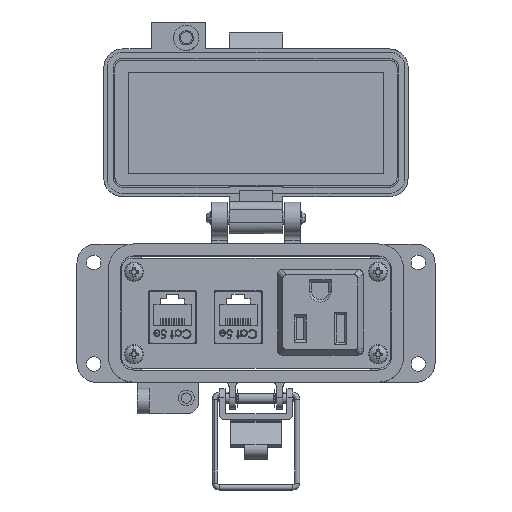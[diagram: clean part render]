
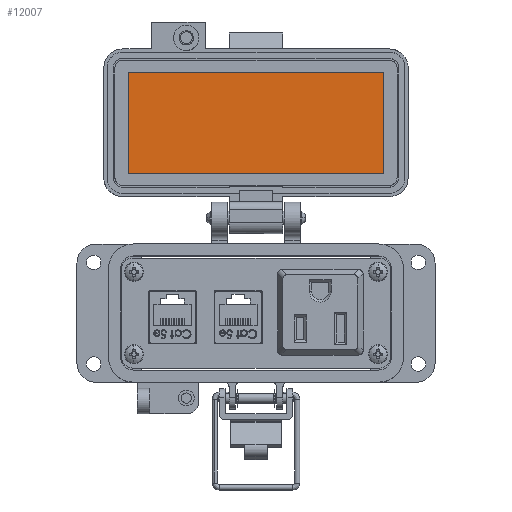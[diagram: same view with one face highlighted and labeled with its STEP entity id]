
A CAD part, top view. The second image highlights one B-rep face of the part: STEP entity #12007.
In plain terms, the highlighted planar face has unit normal (0, 0, 1).
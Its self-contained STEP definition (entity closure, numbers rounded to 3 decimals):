
#8050 = VERTEX_POINT ( 'NONE', #45237 ) ;
#8322 = EDGE_CURVE ( 'NONE', #22697, #20291, #15799, .T. ) ;
#9212 = CARTESIAN_POINT ( 'NONE',  ( -40.25, 51.154, -25.55 ) ) ;
#9431 = DIRECTION ( 'NONE',  ( 0., -1., 0. ) ) ;
#9505 = ORIENTED_EDGE ( 'NONE', *, *, #42510, .F. ) ;
#9730 = LINE ( 'NONE', #18668, #30194 ) ;
#12007 = ADVANCED_FACE ( 'NONE', ( #29595 ), #29458, .T. ) ;
#13599 = DIRECTION ( 'NONE',  ( 0., -1., 0. ) ) ;
#15744 = AXIS2_PLACEMENT_3D ( 'NONE', #37708, #33952, #9431 ) ;
#15799 = LINE ( 'NONE', #39575, #46030 ) ;
#18407 = EDGE_LOOP ( 'NONE', ( #9505, #27026, #43324, #32901 ) ) ;
#18668 = CARTESIAN_POINT ( 'NONE',  ( -8.5, 83.154, -25.55 ) ) ;
#19393 = CARTESIAN_POINT ( 'NONE',  ( 40.25, 51.154, -25.55 ) ) ;
#20291 = VERTEX_POINT ( 'NONE', #9212 ) ;
#20703 = LINE ( 'NONE', #42295, #52135 ) ;
#22697 = VERTEX_POINT ( 'NONE', #19393 ) ;
#22812 = DIRECTION ( 'NONE',  ( 1., 0., 0. ) ) ;
#24026 = EDGE_CURVE ( 'NONE', #20291, #40681, #32828, .T. ) ;
#27026 = ORIENTED_EDGE ( 'NONE', *, *, #24026, .F. ) ;
#29384 = CARTESIAN_POINT ( 'NONE',  ( -40.25, 83.154, -25.55 ) ) ;
#29458 = PLANE ( 'NONE',  #15744 ) ;
#29595 = FACE_OUTER_BOUND ( 'NONE', #18407, .T. ) ;
#30194 = VECTOR ( 'NONE', #22812, 1000. ) ;
#31479 = DIRECTION ( 'NONE',  ( -1., 0., 0. ) ) ;
#31529 = VECTOR ( 'NONE', #51504, 1000. ) ;
#32828 = LINE ( 'NONE', #47405, #31529 ) ;
#32901 = ORIENTED_EDGE ( 'NONE', *, *, #34465, .F. ) ;
#33952 = DIRECTION ( 'NONE',  ( 0., 0., 1. ) ) ;
#34465 = EDGE_CURVE ( 'NONE', #8050, #22697, #20703, .T. ) ;
#37708 = CARTESIAN_POINT ( 'NONE',  ( -8.5, 67.154, -25.55 ) ) ;
#39575 = CARTESIAN_POINT ( 'NONE',  ( 42., 51.154, -25.55 ) ) ;
#40681 = VERTEX_POINT ( 'NONE', #29384 ) ;
#42295 = CARTESIAN_POINT ( 'NONE',  ( 40.25, 67.154, -25.55 ) ) ;
#42510 = EDGE_CURVE ( 'NONE', #40681, #8050, #9730, .T. ) ;
#43324 = ORIENTED_EDGE ( 'NONE', *, *, #8322, .F. ) ;
#45237 = CARTESIAN_POINT ( 'NONE',  ( 40.25, 83.154, -25.55 ) ) ;
#46030 = VECTOR ( 'NONE', #31479, 1000. ) ;
#47405 = CARTESIAN_POINT ( 'NONE',  ( -40.25, 67.154, -25.55 ) ) ;
#51504 = DIRECTION ( 'NONE',  ( 0., 1., 0. ) ) ;
#52135 = VECTOR ( 'NONE', #13599, 1000. ) ;
